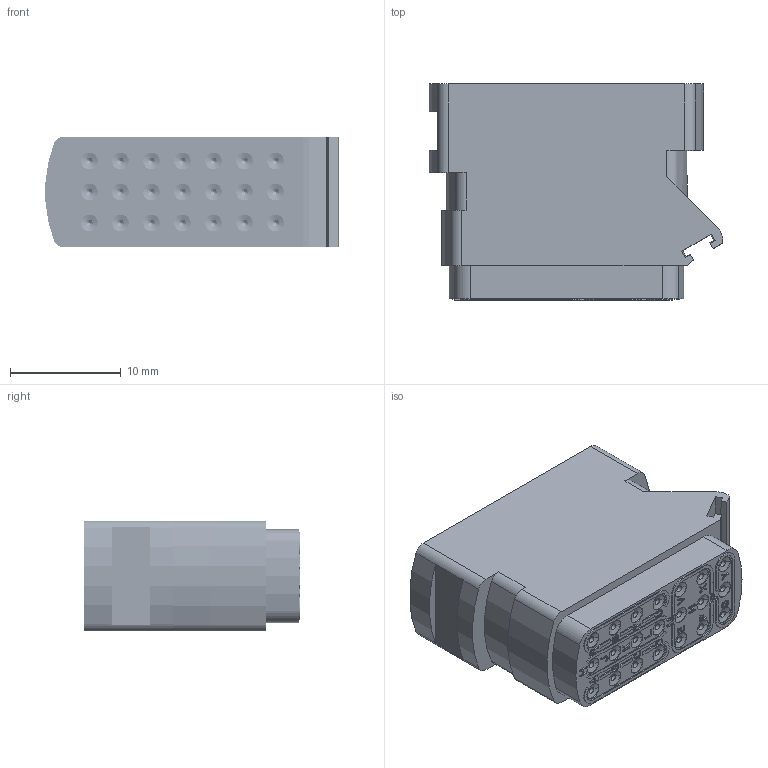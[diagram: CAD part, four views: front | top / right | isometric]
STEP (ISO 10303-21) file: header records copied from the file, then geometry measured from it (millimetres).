
FILE_DESCRIPTION((''),'2;1');
FILE_NAME('00111510402','2020-02-11T',('presta_be4'),(''),'CREO PARAMETRIC BY PTC INC, 2018360','CREO PARAMETRIC BY PTC INC, 2018360','');
FILE_SCHEMA(('CONFIG_CONTROL_DESIGN'));
Products named in the file (1): 00111510402
Bounding box: 26.45 x 19.5 x 10 mm (x, y, z)
Volume: 3454.6 mm3; surface area: 6895.4 mm2
Topology: 1 solids, 1 shells, 6478 faces, 18586 edges, 12243 vertices
Faces by surface type: plane 5062, cylinder 828, cone 462, sphere 84, torus 42
Entity records: 226073 total; most frequent: CARTESIAN_POINT 53371, ORIENTED_EDGE 37088, DIRECTION 35464, EDGE_CURVE 18544, VECTOR 12726, LINE 12726, VERTEX_POINT 12243, AXIS2_PLACEMENT_3D 11369
